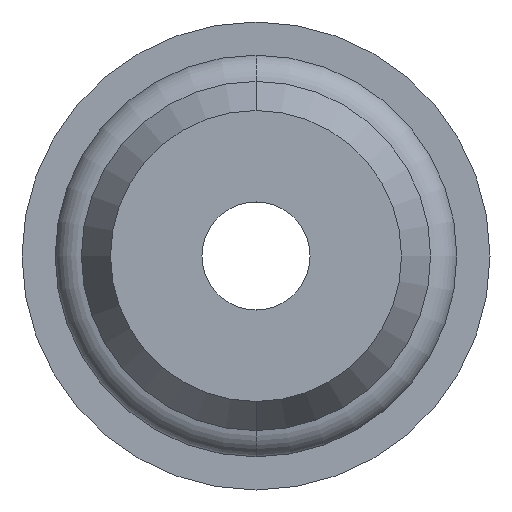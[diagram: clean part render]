
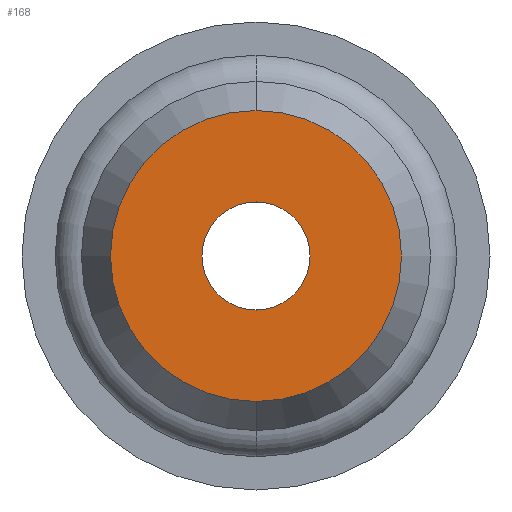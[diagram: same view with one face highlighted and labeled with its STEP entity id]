
A CAD part, front view. The second image highlights one B-rep face of the part: STEP entity #168.
In plain terms, the highlighted planar face has unit normal (0, -1, 0).
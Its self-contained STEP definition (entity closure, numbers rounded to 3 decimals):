
#32 = VERTEX_POINT ( 'NONE', #747 ) ;
#48 = EDGE_CURVE ( 'NONE', #32, #84, #781, .T. ) ;
#64 = ORIENTED_EDGE ( 'NONE', *, *, #213, .T. ) ;
#79 = EDGE_LOOP ( 'NONE', ( #64, #180 ) ) ;
#84 = VERTEX_POINT ( 'NONE', #1764 ) ;
#105 = ORIENTED_EDGE ( 'NONE', *, *, #193, .F. ) ;
#117 = ORIENTED_EDGE ( 'NONE', *, *, #48, .F. ) ;
#168 = ADVANCED_FACE ( 'NONE', ( #1769, #1784 ), #1790, .T. ) ;
#177 = EDGE_LOOP ( 'NONE', ( #105, #117 ) ) ;
#180 = ORIENTED_EDGE ( 'NONE', *, *, #611, .T. ) ;
#193 = EDGE_CURVE ( 'NONE', #84, #32, #1530, .T. ) ;
#213 = EDGE_CURVE ( 'NONE', #596, #597, #1563, .T. ) ;
#596 = VERTEX_POINT ( 'NONE', #645 ) ;
#597 = VERTEX_POINT ( 'NONE', #672 ) ;
#611 = EDGE_CURVE ( 'NONE', #597, #596, #698, .T. ) ;
#645 = CARTESIAN_POINT ( 'NONE',  ( 0., 0., 4.042 ) ) ;
#672 = CARTESIAN_POINT ( 'NONE',  ( 0., 0., -4.042 ) ) ;
#698 = CIRCLE ( 'NONE', #716, 4.042 ) ;
#715 = DIRECTION ( 'NONE',  ( 0., -1., 0. ) ) ;
#716 = AXIS2_PLACEMENT_3D ( 'NONE', #724, #715, #728 ) ;
#724 = CARTESIAN_POINT ( 'NONE',  ( 0., 0., 0. ) ) ;
#728 = DIRECTION ( 'NONE',  ( 0., 0., -1. ) ) ;
#747 = CARTESIAN_POINT ( 'NONE',  ( 0., 0., 1.5 ) ) ;
#777 = DIRECTION ( 'NONE',  ( 0., 0., -1. ) ) ;
#778 = DIRECTION ( 'NONE',  ( 0., -1., 0. ) ) ;
#779 = CARTESIAN_POINT ( 'NONE',  ( 0., 0., 0. ) ) ;
#780 = AXIS2_PLACEMENT_3D ( 'NONE', #779, #778, #777 ) ;
#781 = CIRCLE ( 'NONE', #780, 1.5 ) ;
#1117 = DIRECTION ( 'NONE',  ( 0., -1., 0. ) ) ;
#1120 = DIRECTION ( 'NONE',  ( 0., 0., -1. ) ) ;
#1530 = CIRCLE ( 'NONE', #1536, 1.5 ) ;
#1533 = DIRECTION ( 'NONE',  ( 0., 0., -1. ) ) ;
#1534 = DIRECTION ( 'NONE',  ( 0., -1., 0. ) ) ;
#1535 = CARTESIAN_POINT ( 'NONE',  ( 0., 0., 0. ) ) ;
#1536 = AXIS2_PLACEMENT_3D ( 'NONE', #1535, #1534, #1533 ) ;
#1561 = CARTESIAN_POINT ( 'NONE',  ( 0., 0., 0. ) ) ;
#1562 = AXIS2_PLACEMENT_3D ( 'NONE', #1561, #1117, #1120 ) ;
#1563 = CIRCLE ( 'NONE', #1562, 4.042 ) ;
#1764 = CARTESIAN_POINT ( 'NONE',  ( 0., 0., -1.5 ) ) ;
#1768 = AXIS2_PLACEMENT_3D ( 'NONE', #1777, #1776, #1783 ) ;
#1769 = FACE_BOUND ( 'NONE', #177, .T. ) ;
#1776 = DIRECTION ( 'NONE',  ( 0., -1., 0. ) ) ;
#1777 = CARTESIAN_POINT ( 'NONE',  ( 0., 0., 0. ) ) ;
#1783 = DIRECTION ( 'NONE',  ( 0., 0., -1. ) ) ;
#1784 = FACE_OUTER_BOUND ( 'NONE', #79, .T. ) ;
#1790 = PLANE ( 'NONE',  #1768 ) ;
